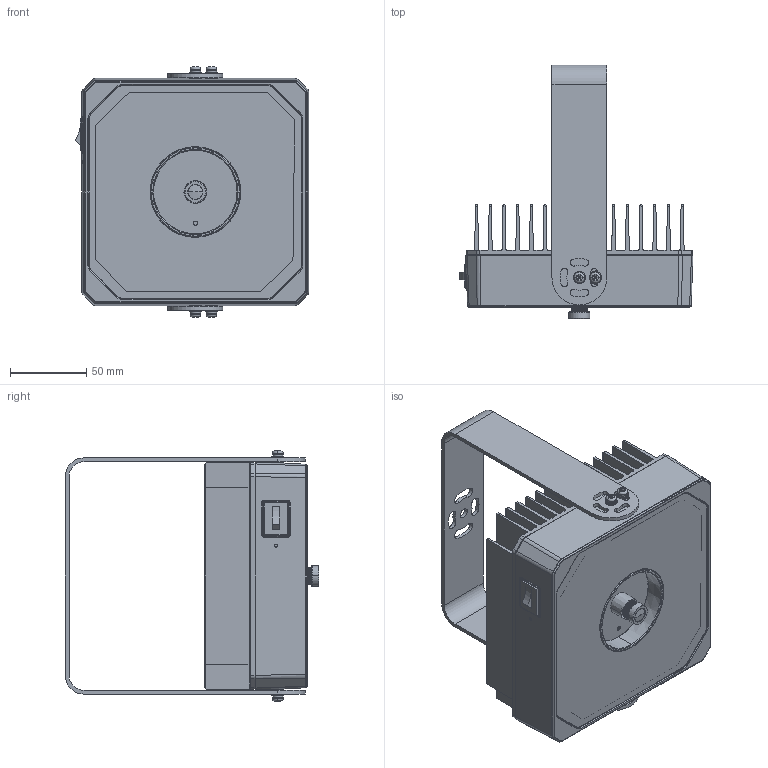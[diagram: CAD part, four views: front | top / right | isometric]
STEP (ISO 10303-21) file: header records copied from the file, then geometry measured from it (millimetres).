
FILE_DESCRIPTION((''),'2;1');
FILE_NAME('00-MODIFY-PCB-ASM_ASM','2019-12-16T11:41:39',('mafangning'),(''),'CREO PARAMETRIC BY PTC INC, 2017260','CREO PARAMETRIC BY PTC INC, 2017260','');
FILE_SCHEMA(('CONFIG_CONTROL_DESIGN'));
Products named in the file (16): DE-12-000092; DE-12-000112_ALLCATPART; PCB-PATCH_AF0; 101301606_AF0; MV-23113REV10-201812141658_ASM_; PCB-MV-23113_REV1_ASM; DE-14-003608; SC-KM3X6-BNI-SUS-JMF; SC-K1A3X12-BNI; CHUANXINGKAIGUAN2; D-01-32-26-0686; SC-PSFM4X10-SUS-GB9074_8; DE-14-003654_1; BHC1256-05S_1; 1111111; 00-MODIFY-PCB-ASM_ASM
Assembly tree (22 placements, depth 3):
  00-MODIFY-PCB-ASM_ASM
    DE-12-000092
    DE-12-000112_ALLCATPART
    PCB-MV-23113_REV1_ASM
      PCB-PATCH_AF0
      101301606_AF0
      MV-23113REV10-201812141658_ASM_
    DE-14-003608
    SC-KM3X6-BNI-SUS-JMF  x2
    SC-K1A3X12-BNI  x4
    CHUANXINGKAIGUAN2
    D-01-32-26-0686
    SC-PSFM4X10-SUS-GB9074_8  x4
    DE-14-003654_1
    BHC1256-05S_1
    1111111
Bounding box: 153.61 x 166.46 x 164.2 mm (x, y, z)
Volume: 361782.7 mm3; surface area: 331790.4 mm2
Topology: 30 solids, 101 shells, 4824 faces, 13654 edges, 9007 vertices
Faces by surface type: plane 3023, cylinder 1339, cone 231, bspline 136, torus 81, sphere 8, extrusion 6
Entity records: 164095 total; most frequent: CARTESIAN_POINT 46729, ORIENTED_EDGE 25017, DIRECTION 23145, EDGE_CURVE 12835, VECTOR 9303, LINE 9297, VERTEX_POINT 8526, AXIS2_PLACEMENT_3D 6921
